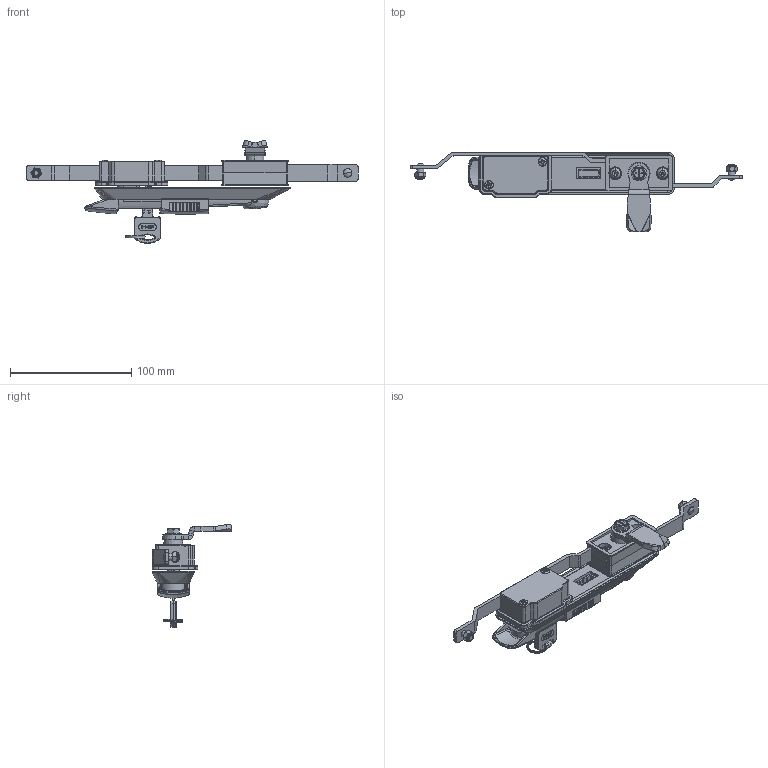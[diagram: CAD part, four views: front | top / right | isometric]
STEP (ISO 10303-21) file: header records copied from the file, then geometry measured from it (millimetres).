
FILE_DESCRIPTION (( 'STEP AP203' ), '1' );
FILE_NAME ('KI62.2.31.60.P.1.V.STEP', '2022-08-25T12:15:24', ( '' ), ( '' ), 'SwSTEP 2.0', 'SolidWorks 2021', '' );
FILE_SCHEMA (( 'CONFIG_CONTROL_DESIGN' ));
Length unit declared in the file: millimetre
Products named in the file (1): KI62.2.31.60.P.1.V
Bounding box: 273.47 x 65.81 x 84.91 mm (x, y, z)
Surface area: 54638.3 mm2 (no closed solid volume)
Topology: 0 solids, 37 shells, 958 faces, 3283 edges, 2295 vertices
Faces by surface type: plane 410, cylinder 229, bspline 220, cone 49, torus 46, sphere 4
Entity records: 52883 total; most frequent: CARTESIAN_POINT 27659, ORIENTED_EDGE 5470, DIRECTION 4223, EDGE_CURVE 3275, VERTEX_POINT 2295, LINE 1447, VECTOR 1447, AXIS2_PLACEMENT_3D 1388
